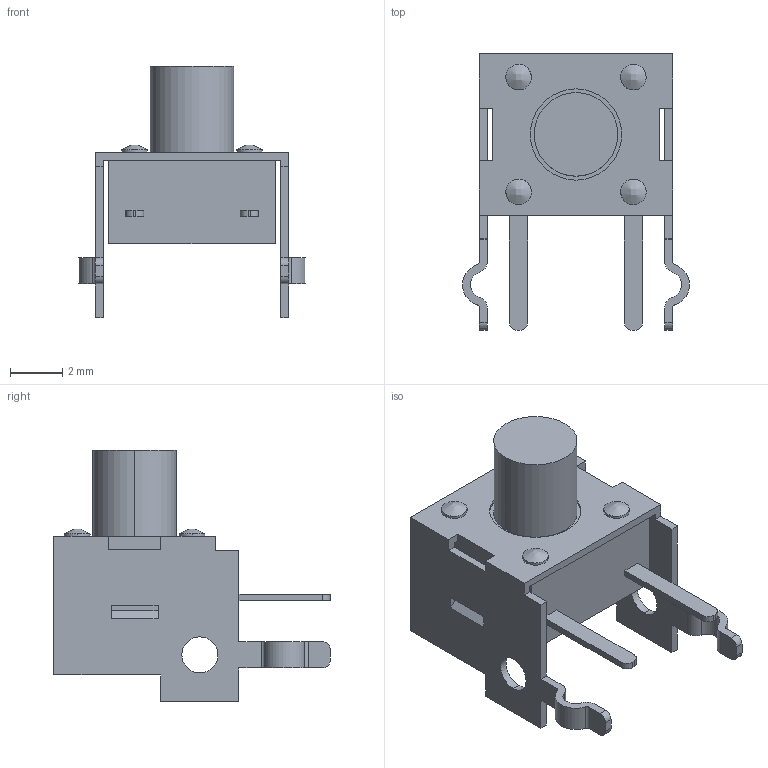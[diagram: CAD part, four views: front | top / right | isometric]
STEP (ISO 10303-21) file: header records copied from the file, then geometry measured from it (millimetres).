
FILE_DESCRIPTION (( 'STEP AP214' ), '1' );
FILE_NAME ('SW3dPS-TC-0202.STEP', '2009-08-07T06:38:57', ( 'sysAdmin' ), ( 'SolidWorks' ), 'SwSTEP 2.0', 'SolidWorks 2009', '' );
FILE_SCHEMA (( 'AUTOMOTIVE_DESIGN' ));
Length unit declared in the file: millimetre
Products named in the file (1): SW3dPS-TC-0202
Bounding box: 8.69 x 10.6 x 9.65 mm (x, y, z)
Volume: 186.9 mm3; surface area: 416.5 mm2
Topology: 1 solids, 1 shells, 117 faces, 324 edges, 216 vertices
Faces by surface type: plane 77, cylinder 36, bspline 4
Entity records: 5573 total; most frequent: CARTESIAN_POINT 1302, ORIENTED_EDGE 648, DIRECTION 608, EDGE_CURVE 324, LINE 252, VECTOR 252, VERTEX_POINT 216, AXIS2_PLACEMENT_3D 178
